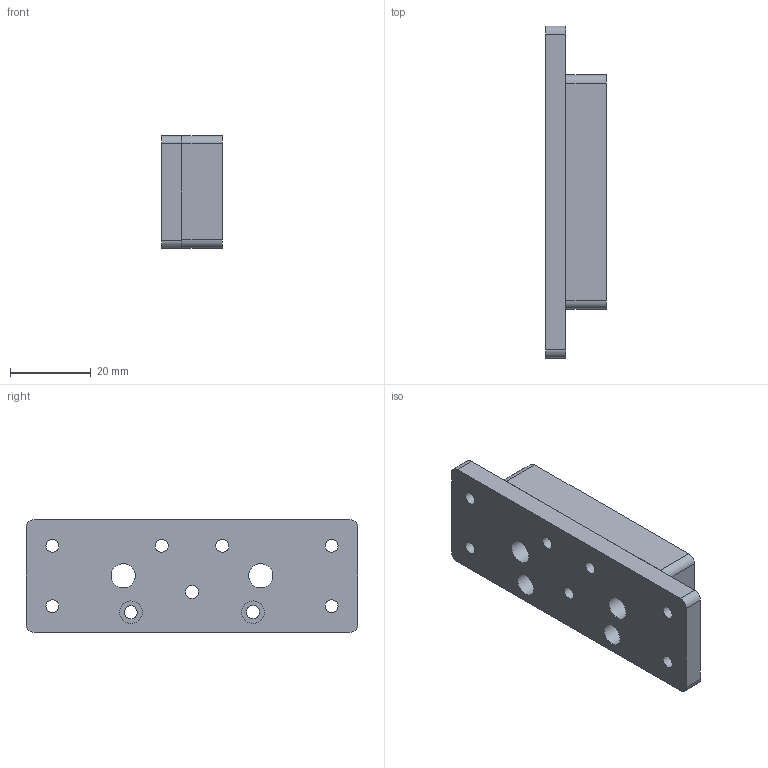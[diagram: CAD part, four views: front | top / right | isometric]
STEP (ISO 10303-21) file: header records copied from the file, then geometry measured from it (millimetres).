
FILE_DESCRIPTION(('FreeCAD Model'),'2;1');
FILE_NAME('sopote sensores Icebot.step','2020-05-08T21:36:39',('Author'),(''), 'Open CASCADE STEP processor 7.3','FreeCAD','Unknown');
FILE_SCHEMA(('AUTOMOTIVE_DESIGN { 1 0 10303 214 1 1 1 1 }'));
Length unit declared in the file: millimetre
Products named in the file (1): Soporte_sensores_icebot
Bounding box: 15 x 82 x 27.9 mm (x, y, z)
Volume: 17286.1 mm3; surface area: 9592.1 mm2
Topology: 1 solids, 1 shells, 104 faces, 273 edges, 182 vertices
Faces by surface type: plane 73, cylinder 31
Full cylindrical faces by diameter (mm): 3.183 x1, 3.2 x8, 5.6 x4, 6 x2
Entity records: 6839 total; most frequent: CARTESIAN_POINT 1420, DIRECTION 965, LINE 615, VECTOR 615, ORIENTED_EDGE 546, PCURVE 546, DEFINITIONAL_REPRESENTATION 546, EDGE_CURVE 273
